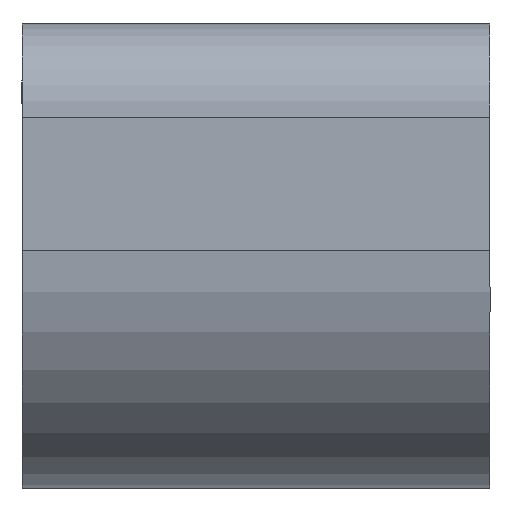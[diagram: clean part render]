
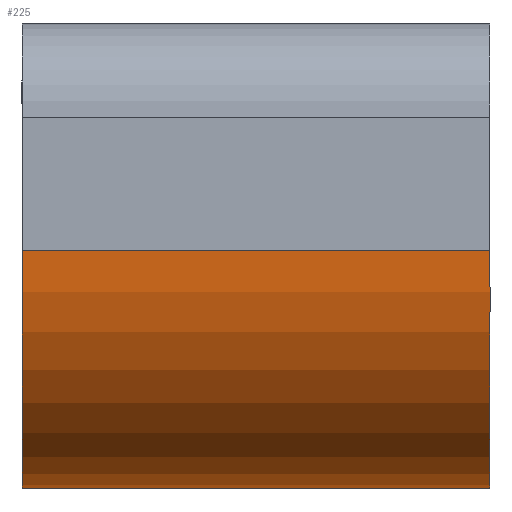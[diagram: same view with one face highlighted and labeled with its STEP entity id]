
A CAD part, left-side view. The second image highlights one B-rep face of the part: STEP entity #225.
In plain terms, the highlighted cylindrical face has radius 2.54 mm (diameter 5.08 mm), a partial arc.
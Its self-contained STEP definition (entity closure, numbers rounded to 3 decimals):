
#33=FACE_OUTER_BOUND('',#47,.T.);
#47=EDGE_LOOP('',(#189,#190,#191,#192));
#67=LINE('',#388,#85);
#68=LINE('',#392,#86);
#85=VECTOR('',#321,10.);
#86=VECTOR('',#326,10.);
#92=CIRCLE('',#249,2.54);
#100=CIRCLE('',#263,2.54);
#109=VERTEX_POINT('',#356);
#110=VERTEX_POINT('',#358);
#119=VERTEX_POINT('',#386);
#120=VERTEX_POINT('',#390);
#131=EDGE_CURVE('',#109,#110,#92,.T.);
#146=EDGE_CURVE('',#109,#119,#67,.T.);
#147=EDGE_CURVE('',#120,#119,#100,.T.);
#148=EDGE_CURVE('',#110,#120,#68,.T.);
#189=ORIENTED_EDGE('',*,*,#131,.F.);
#190=ORIENTED_EDGE('',*,*,#146,.T.);
#191=ORIENTED_EDGE('',*,*,#147,.F.);
#192=ORIENTED_EDGE('',*,*,#148,.F.);
#216=CYLINDRICAL_SURFACE('',#262,2.54);
#225=ADVANCED_FACE('',(#33),#216,.T.);
#249=AXIS2_PLACEMENT_3D('',#359,#288,#289);
#262=AXIS2_PLACEMENT_3D('',#389,#322,#323);
#263=AXIS2_PLACEMENT_3D('',#391,#324,#325);
#288=DIRECTION('center_axis',(0.,1.,0.));
#289=DIRECTION('ref_axis',(0.,0.,-1.));
#321=DIRECTION('',(0.,-1.,0.));
#322=DIRECTION('center_axis',(0.,-1.,0.));
#323=DIRECTION('ref_axis',(0.,0.,-1.));
#324=DIRECTION('center_axis',(0.,-1.,0.));
#325=DIRECTION('ref_axis',(0.,0.,-1.));
#326=DIRECTION('',(0.,-1.,0.));
#356=CARTESIAN_POINT('',(-9.572,0.014,0.034));
#358=CARTESIAN_POINT('',(-12.112,0.014,2.574));
#359=CARTESIAN_POINT('Origin',(-9.572,0.014,2.574));
#386=CARTESIAN_POINT('',(-9.572,-4.986,0.034));
#388=CARTESIAN_POINT('',(-9.572,0.014,0.034));
#389=CARTESIAN_POINT('Origin',(-9.572,0.014,2.574));
#390=CARTESIAN_POINT('',(-12.112,-4.986,2.574));
#391=CARTESIAN_POINT('Origin',(-9.572,-4.986,2.574));
#392=CARTESIAN_POINT('',(-12.112,0.014,2.574));
